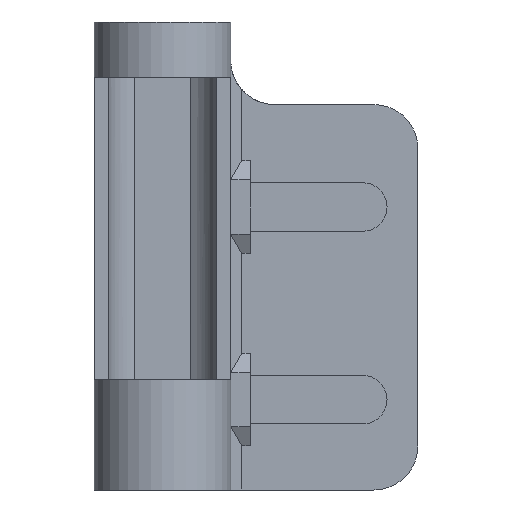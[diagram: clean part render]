
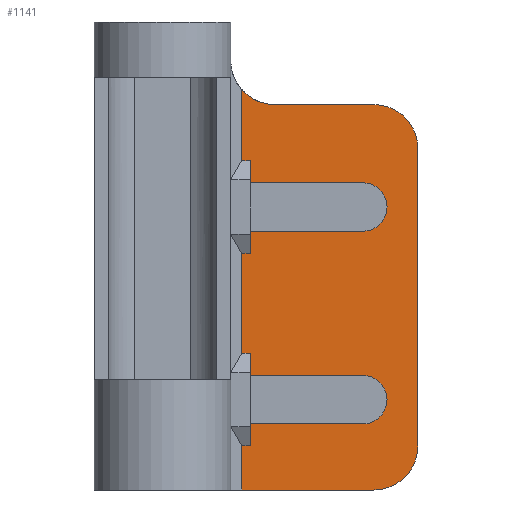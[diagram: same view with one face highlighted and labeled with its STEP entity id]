
A CAD part, front view. The second image highlights one B-rep face of the part: STEP entity #1141.
In plain terms, the highlighted planar face has unit normal (0, -1, 0).
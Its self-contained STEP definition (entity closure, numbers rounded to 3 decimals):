
#65=CIRCLE('',#1215,8.);
#66=CIRCLE('',#1216,8.);
#67=CIRCLE('',#1217,8.);
#68=CIRCLE('',#1218,4.4);
#69=CIRCLE('',#1219,4.4);
#98=FACE_OUTER_BOUND('',#157,.T.);
#157=EDGE_LOOP('',(#752,#753,#754,#755,#756,#757,#758,#759,#760,#761,#762,
#763,#764,#765,#766,#767,#768,#769,#770,#771,#772,#773,#774));
#220=LINE('',#1600,#338);
#221=LINE('',#1603,#339);
#222=LINE('',#1607,#340);
#223=LINE('',#1611,#341);
#224=LINE('',#1615,#342);
#225=LINE('',#1617,#343);
#226=LINE('',#1619,#344);
#227=LINE('',#1621,#345);
#228=LINE('',#1625,#346);
#229=LINE('',#1627,#347);
#230=LINE('',#1629,#348);
#231=LINE('',#1631,#349);
#232=LINE('',#1633,#350);
#233=LINE('',#1635,#351);
#234=LINE('',#1637,#352);
#235=LINE('',#1641,#353);
#236=LINE('',#1643,#354);
#237=LINE('',#1644,#355);
#338=VECTOR('',#1306,10.);
#339=VECTOR('',#1309,10.);
#340=VECTOR('',#1312,10.);
#341=VECTOR('',#1315,10.);
#342=VECTOR('',#1318,10.);
#343=VECTOR('',#1319,10.);
#344=VECTOR('',#1320,10.);
#345=VECTOR('',#1321,10.);
#346=VECTOR('',#1324,10.);
#347=VECTOR('',#1325,10.);
#348=VECTOR('',#1326,10.);
#349=VECTOR('',#1327,10.);
#350=VECTOR('',#1328,10.);
#351=VECTOR('',#1329,10.);
#352=VECTOR('',#1330,10.);
#353=VECTOR('',#1333,10.);
#354=VECTOR('',#1334,10.);
#355=VECTOR('',#1335,10.);
#454=VERTEX_POINT('',#1594);
#456=VERTEX_POINT('',#1598);
#457=VERTEX_POINT('',#1602);
#458=VERTEX_POINT('',#1604);
#459=VERTEX_POINT('',#1606);
#460=VERTEX_POINT('',#1608);
#461=VERTEX_POINT('',#1610);
#462=VERTEX_POINT('',#1612);
#463=VERTEX_POINT('',#1614);
#464=VERTEX_POINT('',#1616);
#465=VERTEX_POINT('',#1618);
#466=VERTEX_POINT('',#1620);
#467=VERTEX_POINT('',#1622);
#468=VERTEX_POINT('',#1624);
#469=VERTEX_POINT('',#1626);
#470=VERTEX_POINT('',#1628);
#471=VERTEX_POINT('',#1630);
#472=VERTEX_POINT('',#1632);
#473=VERTEX_POINT('',#1634);
#474=VERTEX_POINT('',#1636);
#475=VERTEX_POINT('',#1638);
#476=VERTEX_POINT('',#1640);
#477=VERTEX_POINT('',#1642);
#574=EDGE_CURVE('',#456,#454,#220,.T.);
#575=EDGE_CURVE('',#457,#456,#221,.T.);
#576=EDGE_CURVE('',#458,#457,#65,.T.);
#577=EDGE_CURVE('',#458,#459,#222,.T.);
#578=EDGE_CURVE('',#460,#459,#66,.T.);
#579=EDGE_CURVE('',#461,#460,#223,.T.);
#580=EDGE_CURVE('',#462,#461,#67,.T.);
#581=EDGE_CURVE('',#463,#462,#224,.T.);
#582=EDGE_CURVE('',#463,#464,#225,.T.);
#583=EDGE_CURVE('',#464,#465,#226,.T.);
#584=EDGE_CURVE('',#465,#466,#227,.T.);
#585=EDGE_CURVE('',#466,#467,#68,.T.);
#586=EDGE_CURVE('',#467,#468,#228,.T.);
#587=EDGE_CURVE('',#468,#469,#229,.T.);
#588=EDGE_CURVE('',#469,#470,#230,.T.);
#589=EDGE_CURVE('',#471,#470,#231,.T.);
#590=EDGE_CURVE('',#471,#472,#232,.T.);
#591=EDGE_CURVE('',#472,#473,#233,.T.);
#592=EDGE_CURVE('',#473,#474,#234,.T.);
#593=EDGE_CURVE('',#474,#475,#69,.T.);
#594=EDGE_CURVE('',#475,#476,#235,.T.);
#595=EDGE_CURVE('',#476,#477,#236,.T.);
#596=EDGE_CURVE('',#477,#454,#237,.T.);
#752=ORIENTED_EDGE('',*,*,#574,.F.);
#753=ORIENTED_EDGE('',*,*,#575,.F.);
#754=ORIENTED_EDGE('',*,*,#576,.F.);
#755=ORIENTED_EDGE('',*,*,#577,.T.);
#756=ORIENTED_EDGE('',*,*,#578,.F.);
#757=ORIENTED_EDGE('',*,*,#579,.F.);
#758=ORIENTED_EDGE('',*,*,#580,.F.);
#759=ORIENTED_EDGE('',*,*,#581,.F.);
#760=ORIENTED_EDGE('',*,*,#582,.T.);
#761=ORIENTED_EDGE('',*,*,#583,.T.);
#762=ORIENTED_EDGE('',*,*,#584,.T.);
#763=ORIENTED_EDGE('',*,*,#585,.T.);
#764=ORIENTED_EDGE('',*,*,#586,.T.);
#765=ORIENTED_EDGE('',*,*,#587,.T.);
#766=ORIENTED_EDGE('',*,*,#588,.T.);
#767=ORIENTED_EDGE('',*,*,#589,.F.);
#768=ORIENTED_EDGE('',*,*,#590,.T.);
#769=ORIENTED_EDGE('',*,*,#591,.T.);
#770=ORIENTED_EDGE('',*,*,#592,.T.);
#771=ORIENTED_EDGE('',*,*,#593,.T.);
#772=ORIENTED_EDGE('',*,*,#594,.T.);
#773=ORIENTED_EDGE('',*,*,#595,.T.);
#774=ORIENTED_EDGE('',*,*,#596,.T.);
#1103=PLANE('',#1214);
#1141=ADVANCED_FACE('',(#98),#1103,.T.);
#1214=AXIS2_PLACEMENT_3D('',#1601,#1307,#1308);
#1215=AXIS2_PLACEMENT_3D('',#1605,#1310,#1311);
#1216=AXIS2_PLACEMENT_3D('',#1609,#1313,#1314);
#1217=AXIS2_PLACEMENT_3D('',#1613,#1316,#1317);
#1218=AXIS2_PLACEMENT_3D('',#1623,#1322,#1323);
#1219=AXIS2_PLACEMENT_3D('',#1639,#1331,#1332);
#1306=DIRECTION('',(0.,0.,1.));
#1307=DIRECTION('center_axis',(0.,-1.,0.));
#1308=DIRECTION('ref_axis',(1.,0.,0.));
#1309=DIRECTION('',(-1.,0.,0.));
#1310=DIRECTION('center_axis',(0.,1.,0.));
#1311=DIRECTION('ref_axis',(0.707,0.,-0.707));
#1312=DIRECTION('',(0.,0.,1.));
#1313=DIRECTION('center_axis',(0.,1.,0.));
#1314=DIRECTION('ref_axis',(0.707,0.,0.707));
#1315=DIRECTION('',(1.,0.,0.));
#1316=DIRECTION('center_axis',(0.,-1.,0.));
#1317=DIRECTION('ref_axis',(-0.707,0.,-0.707));
#1318=DIRECTION('',(0.,0.,1.));
#1319=DIRECTION('',(1.,0.,0.));
#1320=DIRECTION('',(0.,0.,-1.));
#1321=DIRECTION('',(1.,0.,0.));
#1322=DIRECTION('center_axis',(0.,1.,0.));
#1323=DIRECTION('ref_axis',(-1.,0.,0.));
#1324=DIRECTION('',(-1.,0.,0.));
#1325=DIRECTION('',(0.,0.,-1.));
#1326=DIRECTION('',(-1.,0.,0.));
#1327=DIRECTION('',(0.,0.,1.));
#1328=DIRECTION('',(1.,0.,0.));
#1329=DIRECTION('',(0.,0.,-1.));
#1330=DIRECTION('',(1.,0.,0.));
#1331=DIRECTION('center_axis',(0.,1.,0.));
#1332=DIRECTION('ref_axis',(-1.,0.,0.));
#1333=DIRECTION('',(-1.,0.,0.));
#1334=DIRECTION('',(0.,0.,-1.));
#1335=DIRECTION('',(-1.,0.,0.));
#1594=CARTESIAN_POINT('',(14.4,8.4,8.));
#1598=CARTESIAN_POINT('',(14.4,8.4,0.));
#1600=CARTESIAN_POINT('',(14.4,8.4,0.));
#1601=CARTESIAN_POINT('Origin',(12.4,8.4,0.));
#1602=CARTESIAN_POINT('',(38.4,8.4,0.));
#1603=CARTESIAN_POINT('',(46.4,8.4,0.));
#1604=CARTESIAN_POINT('',(46.4,8.4,8.));
#1605=CARTESIAN_POINT('Origin',(38.4,8.4,8.));
#1606=CARTESIAN_POINT('',(46.4,8.4,62.));
#1607=CARTESIAN_POINT('',(46.4,8.4,0.));
#1608=CARTESIAN_POINT('',(38.4,8.4,70.));
#1609=CARTESIAN_POINT('Origin',(38.4,8.4,62.));
#1610=CARTESIAN_POINT('',(20.4,8.4,70.));
#1611=CARTESIAN_POINT('',(46.4,8.4,70.));
#1612=CARTESIAN_POINT('',(14.4,8.4,72.708));
#1613=CARTESIAN_POINT('Origin',(20.4,8.4,78.));
#1614=CARTESIAN_POINT('',(14.4,8.4,59.8));
#1615=CARTESIAN_POINT('',(14.4,8.4,0.));
#1616=CARTESIAN_POINT('',(16.,8.4,59.8));
#1617=CARTESIAN_POINT('',(14.2,8.4,59.8));
#1618=CARTESIAN_POINT('',(16.,8.4,55.8));
#1619=CARTESIAN_POINT('',(16.,8.4,27.9));
#1620=CARTESIAN_POINT('',(36.4,8.4,55.8));
#1621=CARTESIAN_POINT('',(14.1,8.4,55.8));
#1622=CARTESIAN_POINT('',(36.4,8.4,47.));
#1623=CARTESIAN_POINT('Origin',(36.4,8.4,51.4));
#1624=CARTESIAN_POINT('',(16.,8.4,47.));
#1625=CARTESIAN_POINT('',(24.4,8.4,47.));
#1626=CARTESIAN_POINT('',(16.,8.4,43.));
#1627=CARTESIAN_POINT('',(16.,8.4,21.5));
#1628=CARTESIAN_POINT('',(14.4,8.4,43.));
#1629=CARTESIAN_POINT('',(11.4,8.4,43.));
#1630=CARTESIAN_POINT('',(14.4,8.4,24.8));
#1631=CARTESIAN_POINT('',(14.4,8.4,0.));
#1632=CARTESIAN_POINT('',(16.,8.4,24.8));
#1633=CARTESIAN_POINT('',(14.2,8.4,24.8));
#1634=CARTESIAN_POINT('',(16.,8.4,20.8));
#1635=CARTESIAN_POINT('',(16.,8.4,10.4));
#1636=CARTESIAN_POINT('',(36.4,8.4,20.8));
#1637=CARTESIAN_POINT('',(14.1,8.4,20.8));
#1638=CARTESIAN_POINT('',(36.4,8.4,12.));
#1639=CARTESIAN_POINT('Origin',(36.4,8.4,16.4));
#1640=CARTESIAN_POINT('',(16.,8.4,12.));
#1641=CARTESIAN_POINT('',(24.4,8.4,12.));
#1642=CARTESIAN_POINT('',(16.,8.4,8.));
#1643=CARTESIAN_POINT('',(16.,8.4,4.));
#1644=CARTESIAN_POINT('',(11.4,8.4,8.));
